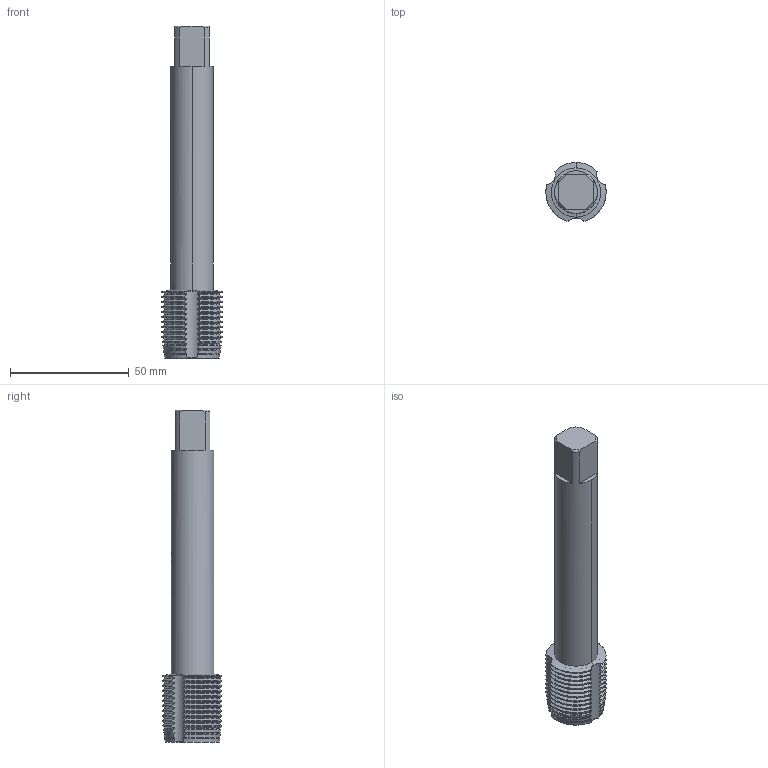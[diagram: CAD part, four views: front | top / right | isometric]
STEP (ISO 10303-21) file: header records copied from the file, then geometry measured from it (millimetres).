
FILE_DESCRIPTION(('no description'),'unknown implementation level');
FILE_NAME('solidSilOlq5wfmIPFs7ko6Cxl98JPRc_1.STP',' ',('CIM GmbH Aachen'),('CADClick - KiM GmbH - www.kimweb.de'),'unknown preprocess','ACIS','unknown authorization');
FILE_SCHEMA(('automotive_design'));
Length unit declared in the file: millimetre
Products named in the file (2): 1; 2
Bounding box: 25.4 x 24.94 x 140 mm (x, y, z)
Volume: 40108.6 mm3; surface area: 14138.8 mm2
Topology: 2 solids, 2 shells, 301 faces, 835 edges, 538 vertices
Faces by surface type: cone 156, cylinder 125, plane 17, revolution 3
Entity records: 21066 total; most frequent: CARTESIAN_POINT 4162, STYLED_ITEM 1676, PRESENTATION_STYLE_ASSIGNMENT 1676, COLOUR_RGB 1676, ORIENTED_EDGE 1670, DIRECTION 1574, EDGE_CURVE 835, CURVE_STYLE 835
